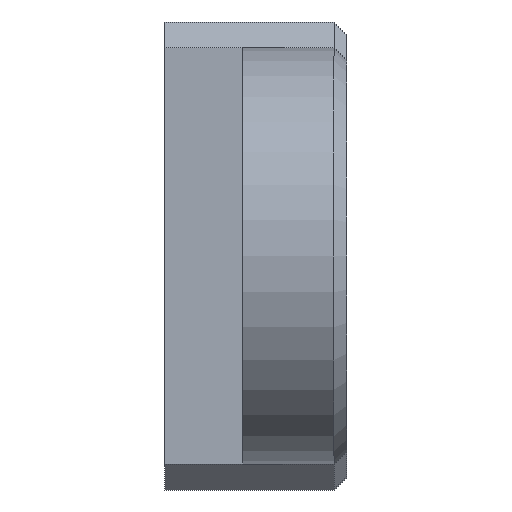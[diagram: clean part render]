
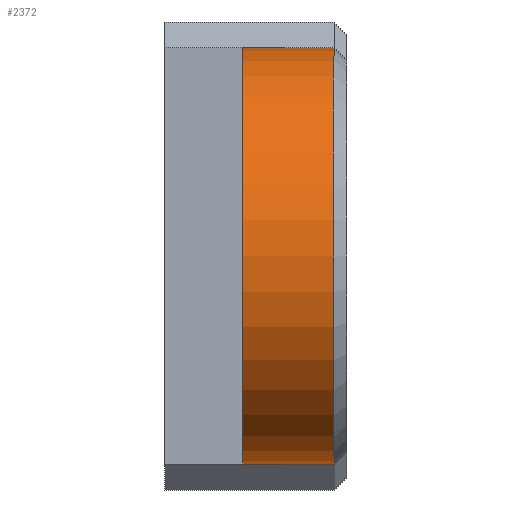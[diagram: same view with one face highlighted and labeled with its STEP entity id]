
A CAD part, left-side view. The second image highlights one B-rep face of the part: STEP entity #2372.
In plain terms, the highlighted cylindrical face has radius 8 mm (diameter 16 mm), a partial arc.
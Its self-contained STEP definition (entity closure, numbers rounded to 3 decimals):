
#153=FACE_OUTER_BOUND('',#293,.T.);
#293=EDGE_LOOP('',(#1811,#1812,#1813,#1814));
#511=LINE('',#3765,#764);
#513=LINE('',#3769,#766);
#764=VECTOR('',#3002,10.);
#766=VECTOR('',#3006,10.);
#958=CIRCLE('',#2562,8.);
#959=CIRCLE('',#2572,8.);
#1127=VERTEX_POINT('',#3725);
#1128=VERTEX_POINT('',#3729);
#1137=VERTEX_POINT('',#3764);
#1138=VERTEX_POINT('',#3768);
#1379=EDGE_CURVE('',#1128,#1127,#958,.T.);
#1396=EDGE_CURVE('',#1137,#1127,#511,.T.);
#1398=EDGE_CURVE('',#1138,#1128,#513,.T.);
#1399=EDGE_CURVE('',#1137,#1138,#959,.F.);
#1811=ORIENTED_EDGE('',*,*,#1379,.F.);
#1812=ORIENTED_EDGE('',*,*,#1398,.F.);
#1813=ORIENTED_EDGE('',*,*,#1399,.F.);
#1814=ORIENTED_EDGE('',*,*,#1396,.T.);
#2294=CYLINDRICAL_SURFACE('',#2571,8.);
#2372=ADVANCED_FACE('',(#153),#2294,.T.);
#2562=AXIS2_PLACEMENT_3D('',#3731,#2968,#2969);
#2571=AXIS2_PLACEMENT_3D('',#3767,#3004,#3005);
#2572=AXIS2_PLACEMENT_3D('',#3770,#3007,#3008);
#2968=DIRECTION('center_axis',(0.,-1.,0.));
#2969=DIRECTION('ref_axis',(-1.,0.,0.));
#3002=DIRECTION('',(0.,-1.,0.));
#3004=DIRECTION('center_axis',(0.,1.,0.));
#3005=DIRECTION('ref_axis',(-1.,0.,0.));
#3006=DIRECTION('',(0.,-1.,0.));
#3007=DIRECTION('center_axis',(0.,-1.,0.));
#3008=DIRECTION('ref_axis',(1.,0.,0.));
#3725=CARTESIAN_POINT('',(5.,-53.5,0.));
#3729=CARTESIAN_POINT('',(5.,-53.5,16.));
#3731=CARTESIAN_POINT('Origin',(5.,-53.5,8.));
#3764=CARTESIAN_POINT('',(5.,-50.,0.));
#3765=CARTESIAN_POINT('',(5.,-58.,0.));
#3767=CARTESIAN_POINT('Origin',(5.,-58.,8.));
#3768=CARTESIAN_POINT('',(5.,-50.,16.));
#3769=CARTESIAN_POINT('',(5.,-58.,16.));
#3770=CARTESIAN_POINT('Origin',(5.,-50.,8.));
